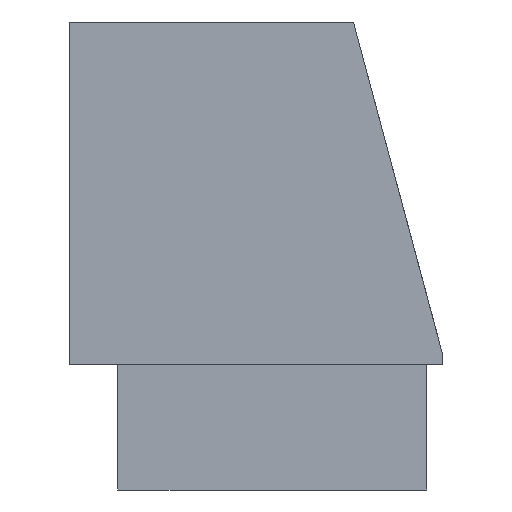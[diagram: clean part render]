
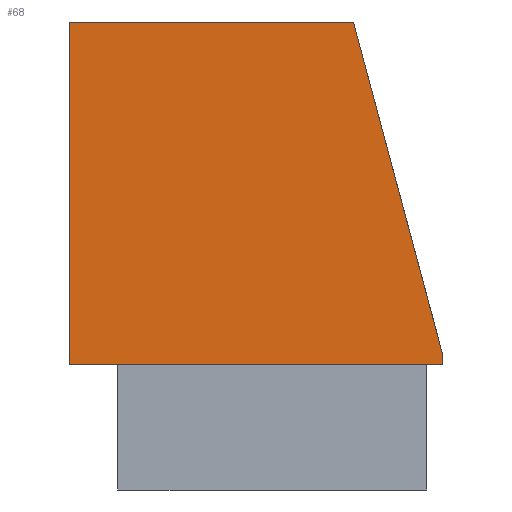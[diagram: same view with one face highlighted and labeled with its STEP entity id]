
A CAD part, left-side view. The second image highlights one B-rep face of the part: STEP entity #68.
In plain terms, the highlighted planar face has unit normal (-1, 0, 0).
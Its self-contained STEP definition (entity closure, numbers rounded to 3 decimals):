
#68 = ADVANCED_FACE( '', ( #148 ), #149, .F. );
#148 = FACE_OUTER_BOUND( '', #237, .T. );
#149 = PLANE( '', #238 );
#237 = EDGE_LOOP( '', ( #367, #368, #369, #370, #371 ) );
#238 = AXIS2_PLACEMENT_3D( '', #372, #373, #374 );
#367 = ORIENTED_EDGE( '', *, *, #488, .T. );
#368 = ORIENTED_EDGE( '', *, *, #459, .F. );
#369 = ORIENTED_EDGE( '', *, *, #453, .T. );
#370 = ORIENTED_EDGE( '', *, *, #490, .T. );
#371 = ORIENTED_EDGE( '', *, *, #463, .F. );
#372 = CARTESIAN_POINT( '', ( -49.95, 25., 57.6 ) );
#373 = DIRECTION( '', ( 1., 0., 0. ) );
#374 = DIRECTION( '', ( 0., 1., 0. ) );
#453 = EDGE_CURVE( '', #523, #521, #524, .T. );
#459 = EDGE_CURVE( '', #523, #530, #531, .T. );
#463 = EDGE_CURVE( '', #534, #536, #537, .T. );
#488 = EDGE_CURVE( '', #534, #530, #577, .T. );
#490 = EDGE_CURVE( '', #521, #536, #579, .T. );
#521 = VERTEX_POINT( '', #613 );
#523 = VERTEX_POINT( '', #616 );
#524 = LINE( '', #617, #618 );
#530 = VERTEX_POINT( '', #625 );
#531 = LINE( '', #626, #627 );
#534 = VERTEX_POINT( '', #631 );
#536 = VERTEX_POINT( '', #634 );
#537 = LINE( '', #635, #636 );
#577 = LINE( '', #687, #688 );
#579 = LINE( '', #690, #691 );
#613 = CARTESIAN_POINT( '', ( -49.95, 25., 15.4 ) );
#616 = CARTESIAN_POINT( '', ( -49.95, 25., 57.6 ) );
#617 = CARTESIAN_POINT( '', ( -49.95, 25., 57.6 ) );
#618 = VECTOR( '', #716, 1000. );
#625 = CARTESIAN_POINT( '', ( -49.95, -10., 57.6 ) );
#626 = CARTESIAN_POINT( '', ( -49.95, 25., 57.6 ) );
#627 = VECTOR( '', #721, 1000. );
#631 = CARTESIAN_POINT( '', ( -49.95, -21., 16.547 ) );
#634 = CARTESIAN_POINT( '', ( -49.95, -21., 15.4 ) );
#635 = CARTESIAN_POINT( '', ( -49.95, -21., 57.6 ) );
#636 = VECTOR( '', #724, 1000. );
#687 = CARTESIAN_POINT( '', ( -49.95, -10., 57.6 ) );
#688 = VECTOR( '', #757, 1000. );
#690 = CARTESIAN_POINT( '', ( -49.95, 25., 15.4 ) );
#691 = VECTOR( '', #758, 1000. );
#716 = DIRECTION( '', ( 0., 0., -1. ) );
#721 = DIRECTION( '', ( 0., -1., 0. ) );
#724 = DIRECTION( '', ( 0., 0., -1. ) );
#757 = DIRECTION( '', ( 0., 0.259, 0.966 ) );
#758 = DIRECTION( '', ( 0., -1., 0. ) );
